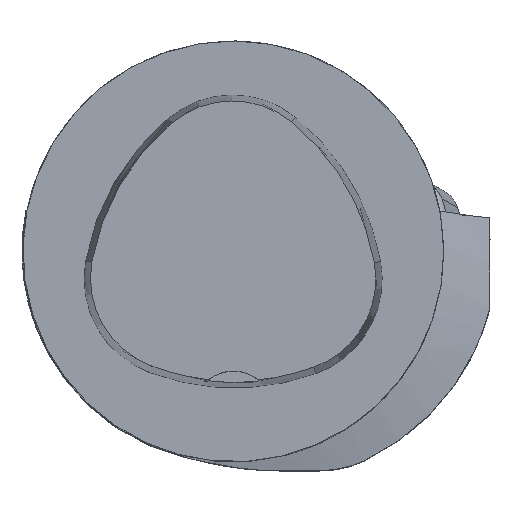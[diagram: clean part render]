
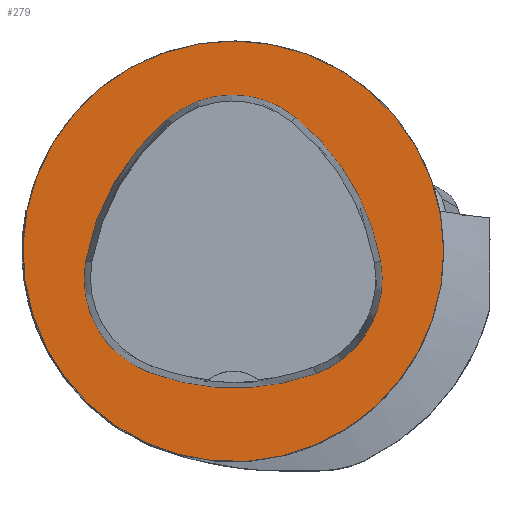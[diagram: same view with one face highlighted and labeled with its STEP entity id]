
A CAD part, top view. The second image highlights one B-rep face of the part: STEP entity #279.
In plain terms, the highlighted planar face has unit normal (0, 0, 1).
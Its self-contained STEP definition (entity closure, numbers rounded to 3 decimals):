
#279=ADVANCED_FACE('',(#682,#683),#354,.T.);
#354=PLANE('',#1884);
#682=FACE_BOUND('',#727,.T.);
#683=FACE_BOUND('',#728,.T.);
#727=EDGE_LOOP('',(#998,#999,#1000,#1001,#1002,#1003));
#728=EDGE_LOOP('',(#1004));
#998=ORIENTED_EDGE('',*,*,#1566,.F.);
#999=ORIENTED_EDGE('',*,*,#1561,.F.);
#1000=ORIENTED_EDGE('',*,*,#1556,.F.);
#1001=ORIENTED_EDGE('',*,*,#1553,.F.);
#1002=ORIENTED_EDGE('',*,*,#1550,.F.);
#1003=ORIENTED_EDGE('',*,*,#1546,.F.);
#1004=ORIENTED_EDGE('',*,*,#1537,.T.);
#1353=VERTEX_POINT('',#2810);
#1362=VERTEX_POINT('',#2829);
#1363=VERTEX_POINT('',#2830);
#1366=VERTEX_POINT('',#2838);
#1368=VERTEX_POINT('',#2844);
#1370=VERTEX_POINT('',#2850);
#1374=VERTEX_POINT('',#2863);
#1537=EDGE_CURVE('',#1353,#1353,#1681,.T.);
#1546=EDGE_CURVE('',#1362,#1363,#1682,.T.);
#1550=EDGE_CURVE('',#1363,#1366,#1684,.T.);
#1553=EDGE_CURVE('',#1366,#1368,#1686,.T.);
#1556=EDGE_CURVE('',#1368,#1370,#1688,.T.);
#1561=EDGE_CURVE('',#1370,#1374,#1691,.T.);
#1566=EDGE_CURVE('',#1374,#1362,#1694,.T.);
#1681=CIRCLE('',#1856,31.5);
#1682=CIRCLE('',#1862,36.);
#1684=CIRCLE('',#1865,15.);
#1686=CIRCLE('',#1868,36.);
#1688=CIRCLE('',#1871,15.);
#1691=CIRCLE('',#1875,36.);
#1694=CIRCLE('',#1879,15.);
#1856=AXIS2_PLACEMENT_3D('',#2809,#2162,#2163);
#1862=AXIS2_PLACEMENT_3D('',#2828,#2178,#2179);
#1865=AXIS2_PLACEMENT_3D('',#2837,#2186,#2187);
#1868=AXIS2_PLACEMENT_3D('',#2843,#2193,#2194);
#1871=AXIS2_PLACEMENT_3D('',#2849,#2200,#2201);
#1875=AXIS2_PLACEMENT_3D('',#2862,#2209,#2210);
#1879=AXIS2_PLACEMENT_3D('',#2875,#2218,#2219);
#1884=AXIS2_PLACEMENT_3D('',#2880,#2228,#2229);
#2162=DIRECTION('',(0.,0.,1.));
#2163=DIRECTION('',(1.,0.,0.));
#2178=DIRECTION('',(0.,0.,1.));
#2179=DIRECTION('',(1.,0.,0.));
#2186=DIRECTION('',(0.,0.,1.));
#2187=DIRECTION('',(1.,0.,0.));
#2193=DIRECTION('',(0.,0.,1.));
#2194=DIRECTION('',(1.,0.,0.));
#2200=DIRECTION('',(0.,0.,1.));
#2201=DIRECTION('',(1.,0.,0.));
#2209=DIRECTION('',(0.,0.,1.));
#2210=DIRECTION('',(1.,0.,0.));
#2218=DIRECTION('',(0.,0.,1.));
#2219=DIRECTION('',(1.,0.,0.));
#2228=DIRECTION('',(0.,0.,1.));
#2229=DIRECTION('',(-1.,0.,0.));
#2809=CARTESIAN_POINT('',(0.,0.,0.));
#2810=CARTESIAN_POINT('',(31.5,0.,0.));
#2828=CARTESIAN_POINT('',(-13.398,-7.893,0.));
#2829=CARTESIAN_POINT('',(22.041,-1.562,0.));
#2830=CARTESIAN_POINT('',(9.317,20.036,0.));
#2837=CARTESIAN_POINT('',(-0.148,8.399,0.));
#2838=CARTESIAN_POINT('',(-9.779,19.898,0.));
#2843=CARTESIAN_POINT('',(13.337,-7.7,0.));
#2844=CARTESIAN_POINT('',(-22.122,-1.48,0.));
#2849=CARTESIAN_POINT('',(-7.347,-4.071,0.));
#2850=CARTESIAN_POINT('',(-12.693,-18.087,0.));
#2862=CARTESIAN_POINT('',(0.137,15.55,0.));
#2863=CARTESIAN_POINT('',(12.373,-18.307,0.));
#2875=CARTESIAN_POINT('',(7.275,-4.2,0.));
#2880=CARTESIAN_POINT('',(0.,0.,0.));
